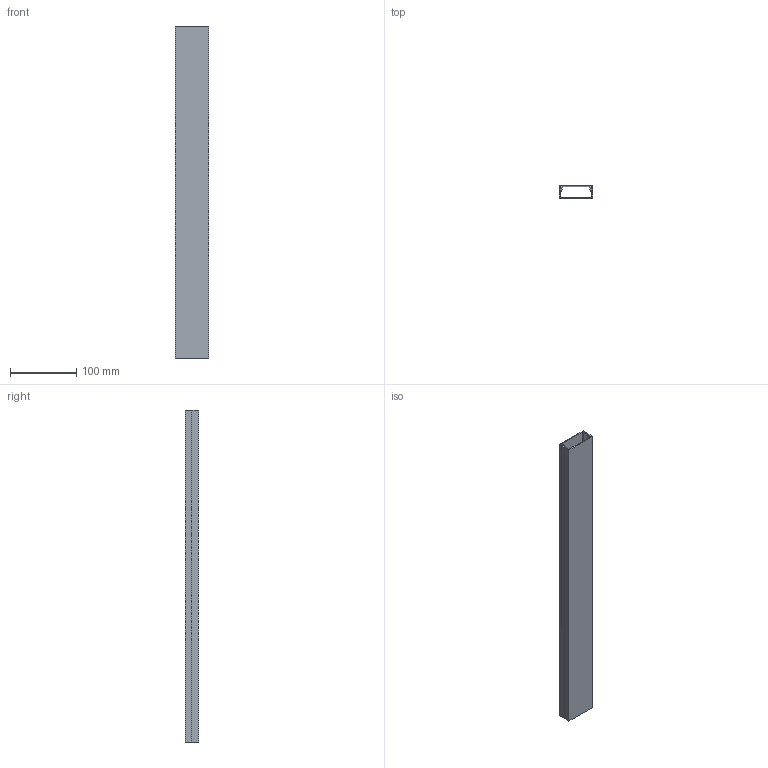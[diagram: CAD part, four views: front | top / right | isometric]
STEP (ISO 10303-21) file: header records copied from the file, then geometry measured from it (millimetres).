
FILE_DESCRIPTION (( 'STEP AP214' ), '1' );
FILE_NAME ('6168736.stp', '2016-10-04T07:45:39', ( '' ), ( '' ), 'SwSTEP 2.0', 'SolidWorks 2016', '' );
FILE_SCHEMA (( 'AUTOMOTIVE_DESIGN' ));
Length unit declared in the file: millimetre
Products named in the file (3): 6168736; Oberteil_2410_50; Unterteil_20050
Assembly tree (2 placements, depth 2):
  6168736
    Oberteil_2410_50
    Unterteil_20050
Bounding box: 50 x 20 x 500 mm (x, y, z)
Volume: 107329.3 mm3; surface area: 158098.8 mm2
Topology: 2 solids, 2 shells, 38 faces, 102 edges, 68 vertices
Faces by surface type: plane 38
Entity records: 1694 total; most frequent: CARTESIAN_POINT 213, ORIENTED_EDGE 204, DIRECTION 188, EDGE_CURVE 102, LINE 102, VECTOR 102, VERTEX_POINT 68, UNCERTAINTY_MEASURE_WITH_UNIT 45
